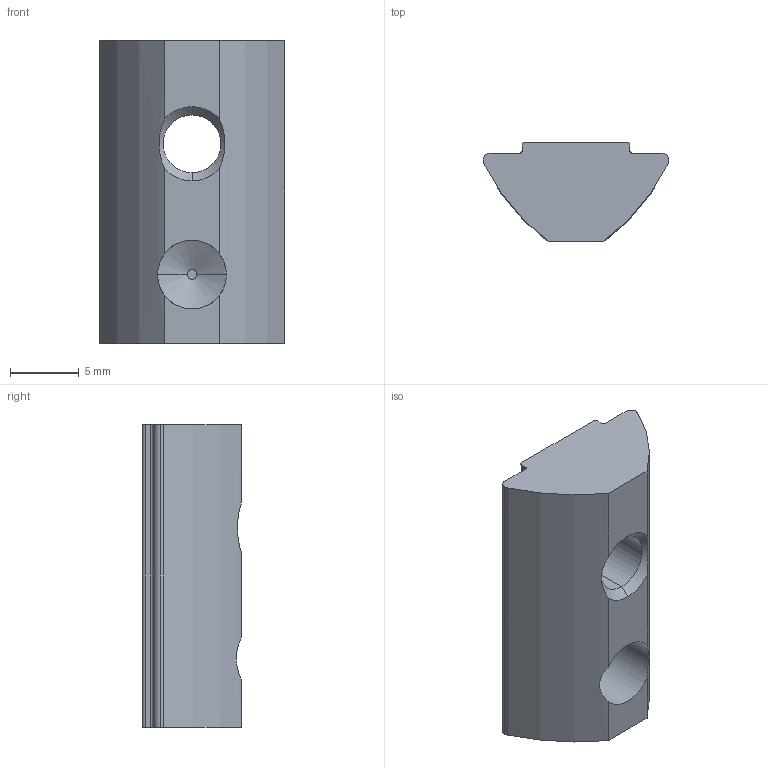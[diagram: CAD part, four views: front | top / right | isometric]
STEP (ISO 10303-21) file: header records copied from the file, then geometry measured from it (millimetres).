
FILE_DESCRIPTION (( 'STEP AP214' ), '1' );
FILE_NAME ('7218232', '2019-01-30T08:53:41', ( '' ), ('JUGARD+KÜNSTNER GmbH'), 'SwSTEP 2.0', 'SolidWorks 2017', '' );
FILE_SCHEMA (( 'AUTOMOTIVE_DESIGN' ));
Length unit declared in the file: millimetre
Products named in the file (1): 7218232
Bounding box: 13.5 x 7.2 x 22 mm (x, y, z)
Volume: 1305.7 mm3; surface area: 1054.5 mm2
Topology: 1 solids, 1 shells, 30 faces, 81 edges, 52 vertices
Faces by surface type: cylinder 13, plane 11, cone 6
Entity records: 1049 total; most frequent: CARTESIAN_POINT 214, DIRECTION 171, ORIENTED_EDGE 162, EDGE_CURVE 81, AXIS2_PLACEMENT_3D 65, VERTEX_POINT 52, LINE 41, VECTOR 41
